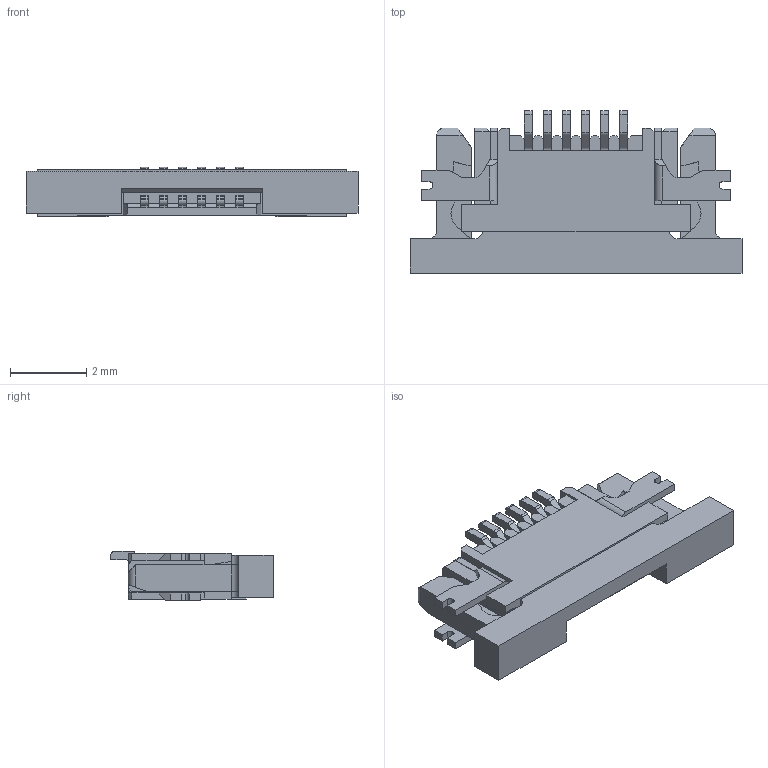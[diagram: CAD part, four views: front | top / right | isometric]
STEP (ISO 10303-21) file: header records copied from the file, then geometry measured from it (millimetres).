
FILE_DESCRIPTION(('STEP AP242'),'1');
FILE_NAME('687106183622.stp','2021-07-11T11:43:47',('TraceParts'),('TraceParts S.A.'),'Spatial InterOp 3D',' ',' ');
FILE_SCHEMA(('AP242_MANAGED_MODEL_BASED_3D_ENGINEERING_MIM_LF {1 0 10303 442 1 1 4}'));
Length unit declared in the file: millimetre
Products named in the file (1): 687106183622_1
Bounding box: 8.7 x 4.25 x 1.29 mm (x, y, z)
Volume: 25.2 mm3; surface area: 198.2 mm2
Topology: 10 solids, 10 shells, 649 faces, 1893 edges, 1242 vertices
Faces by surface type: plane 466, cylinder 183
Entity records: 21477 total; most frequent: CARTESIAN_POINT 3794, ORIENTED_EDGE 3786, DIRECTION 3581, EDGE_CURVE 1893, LINE 1523, VECTOR 1523, VERTEX_POINT 1242, AXIS2_PLACEMENT_3D 1029
